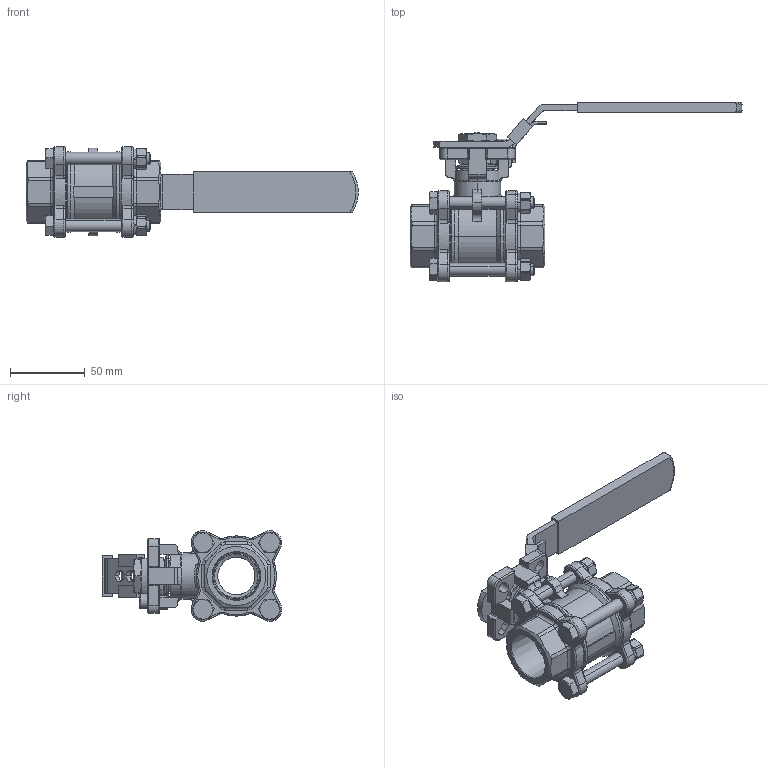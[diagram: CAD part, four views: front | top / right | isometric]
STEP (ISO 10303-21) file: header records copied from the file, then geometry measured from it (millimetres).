
FILE_DESCRIPTION (( 'STEP AP203' ), '1' );
FILE_NAME ('×°ÅäÌå1-900131450040104.SLDASM.SLDPRT.STEP', '2024-10-23T06:33:49', ( '2023' ), ( '' ), 'SwSTEP 2.0', 'SolidWorks 2013', '' );
FILE_SCHEMA (( 'CONFIG_CONTROL_DESIGN' ));
Products named in the file (1): 蚾饜极1-900131450040104.SLDASM.SLDPRT
Bounding box: 221.72 x 119.77 x 60.55 mm (x, y, z)
Volume: 213893.3 mm3; surface area: 98480.4 mm2
Topology: 26 solids, 26 shells, 1351 faces, 3392 edges, 2114 vertices
Faces by surface type: plane 488, cylinder 357, cone 231, bspline 150, torus 119, sphere 6
Entity records: 55193 total; most frequent: CARTESIAN_POINT 23915, ORIENTED_EDGE 6744, DIRECTION 6134, EDGE_CURVE 3372, AXIS2_PLACEMENT_3D 2305, VERTEX_POINT 2108, VECTOR 1524, LINE 1524
